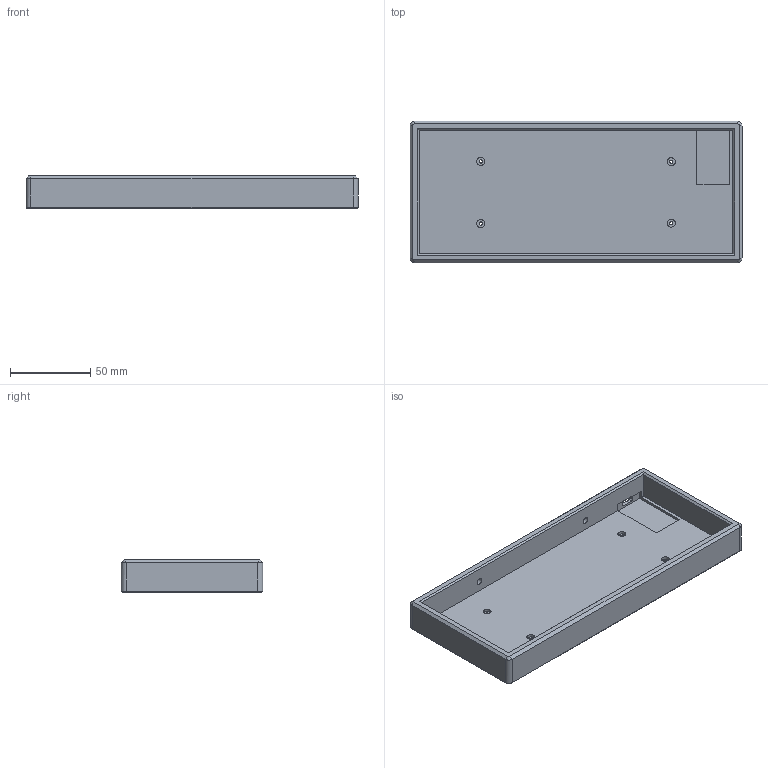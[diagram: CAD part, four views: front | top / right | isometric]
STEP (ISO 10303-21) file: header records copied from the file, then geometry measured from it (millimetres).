
FILE_DESCRIPTION(/* description */ (''),/* implementation_level */ '2;1');
FILE_NAME(/* name */ 'QAZ-Simple.step',/* time_stamp */ '2020-08-07T20:03:32-04:00',/* author */ (''),/* organization */ (''),/* preprocessor_version */ 'ST-DEVELOPER v18.1',/* originating_system */ 'Autodesk Translation Framework v9.3.0.1241',/* authorisation */ '');
FILE_SCHEMA (('AUTOMOTIVE_DESIGN { 1 0 10303 214 3 1 1 }'));
Length unit declared in the file: millimetre
Products named in the file (1): Case
Bounding box: 207.4 x 88.35 x 20 mm (x, y, z)
Volume: 99422.1 mm3; surface area: 57368.3 mm2
Topology: 1 solids, 1 shells, 108 faces, 247 edges, 154 vertices
Faces by surface type: plane 45, cylinder 43, torus 16, bspline 4
Full cylindrical faces by diameter (mm): 2 x6, 4 x2, 5 x4, 6 x4
Entity records: 3472 total; most frequent: CARTESIAN_POINT 936, DIRECTION 545, ORIENTED_EDGE 494, EDGE_CURVE 247, AXIS2_PLACEMENT_3D 211, VERTEX_POINT 154, EDGE_LOOP 131, LINE 123
